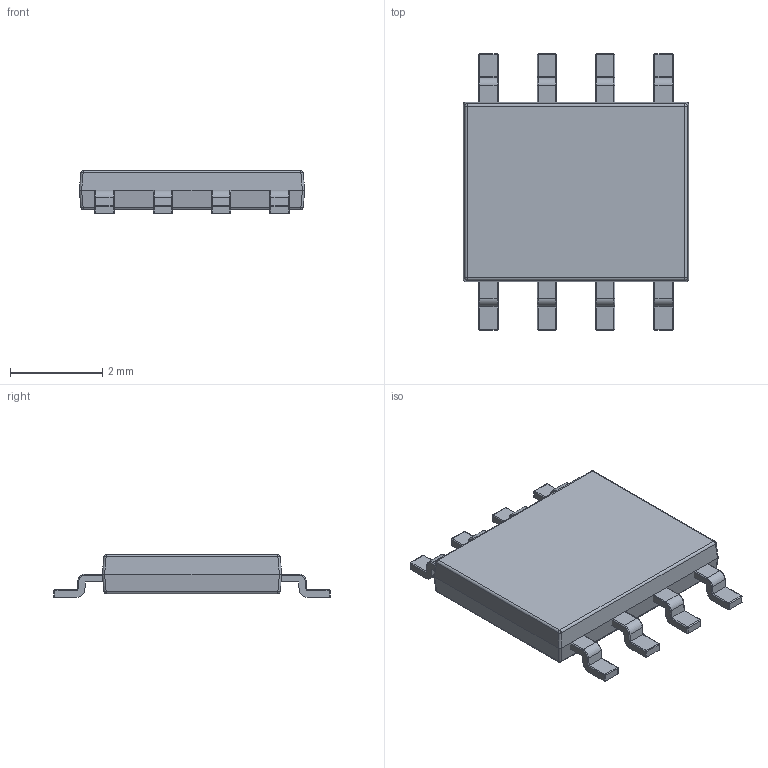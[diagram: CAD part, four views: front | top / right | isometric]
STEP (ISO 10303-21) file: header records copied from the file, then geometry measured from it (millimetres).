
FILE_DESCRIPTION (( 'STEP AP214' ), '1' );
FILE_NAME ('HTSOP-J8.STEP', '2012-03-06T07:13:45', ( 'ROHM' ), ( 'MEDIA' ), 'SwSTEP 2.0', 'SolidWorks 2008', '' );
FILE_SCHEMA (( 'AUTOMOTIVE_DESIGN' ));
Length unit declared in the file: millimetre
Products named in the file (1): HTSOP-J8
Bounding box: 4.9 x 6 x 0.93 mm (x, y, z)
Volume: 17.8 mm3; surface area: 137.7 mm2
Topology: 7 solids, 7 shells, 215 faces, 496 edges, 280 vertices
Faces by surface type: cylinder 96, plane 79, bspline 40
Entity records: 8732 total; most frequent: CARTESIAN_POINT 1712, ORIENTED_EDGE 960, DIRECTION 944, EDGE_CURVE 480, AXIS2_PLACEMENT_3D 328, VECTOR 288, LINE 288, VERTEX_POINT 280
